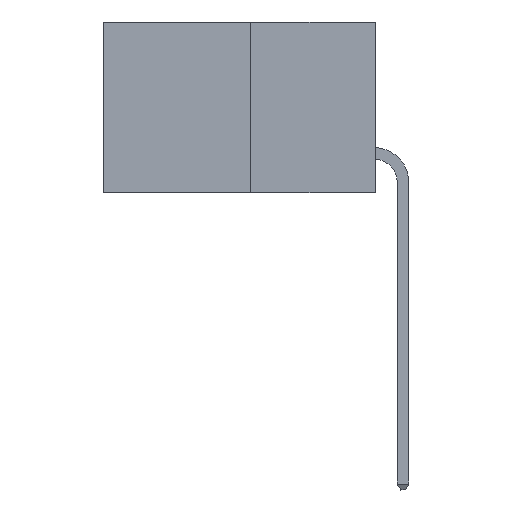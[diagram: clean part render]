
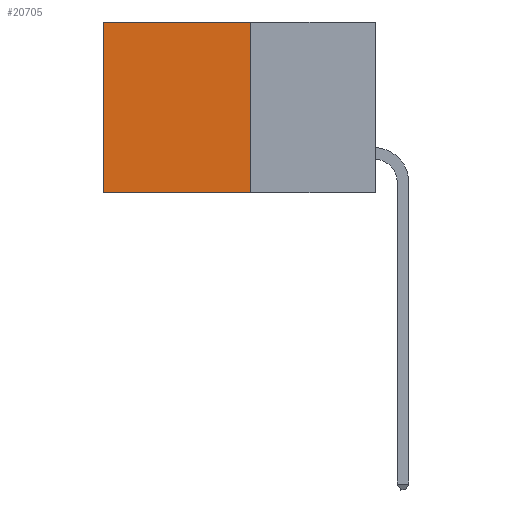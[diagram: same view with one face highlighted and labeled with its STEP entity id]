
A CAD part, left-side view. The second image highlights one B-rep face of the part: STEP entity #20705.
In plain terms, the highlighted planar face has unit normal (-1, 0, 0).
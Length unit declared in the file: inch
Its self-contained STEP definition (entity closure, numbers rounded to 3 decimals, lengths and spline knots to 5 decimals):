
#1867 = CARTESIAN_POINT ( 'NONE',  ( 0.277, 0.27, 0. ) ) ;
#2283 = LINE ( 'NONE', #20790, #31758 ) ;
#3553 = DIRECTION ( 'NONE',  ( 0., 1., 0. ) ) ;
#3865 = VERTEX_POINT ( 'NONE', #16152 ) ;
#6084 = VECTOR ( 'NONE', #12867, 39.37008 ) ;
#6174 = EDGE_CURVE ( 'NONE', #23039, #12197, #2283, .T. ) ;
#6564 = DIRECTION ( 'NONE',  ( 0., 0., -1. ) ) ;
#8415 = LINE ( 'NONE', #32026, #28278 ) ;
#8866 = LINE ( 'NONE', #1867, #21895 ) ;
#10681 = CARTESIAN_POINT ( 'NONE',  ( 0.277, 0.59, 0. ) ) ;
#12197 = VERTEX_POINT ( 'NONE', #17895 ) ;
#12328 = EDGE_LOOP ( 'NONE', ( #32728, #12633, #16655, #23804 ) ) ;
#12633 = ORIENTED_EDGE ( 'NONE', *, *, #27215, .F. ) ;
#12867 = DIRECTION ( 'NONE',  ( 0., 0., -1. ) ) ;
#14374 = PLANE ( 'NONE',  #30420 ) ;
#16152 = CARTESIAN_POINT ( 'NONE',  ( 0.277, 0.27, 0. ) ) ;
#16627 = VERTEX_POINT ( 'NONE', #22055 ) ;
#16655 = ORIENTED_EDGE ( 'NONE', *, *, #16919, .F. ) ;
#16919 = EDGE_CURVE ( 'NONE', #3865, #16627, #26815, .T. ) ;
#17592 = DIRECTION ( 'NONE',  ( 0., 1., 0. ) ) ;
#17895 = CARTESIAN_POINT ( 'NONE',  ( 0.277, 0.59, -0.37 ) ) ;
#19246 = DIRECTION ( 'NONE',  ( 0., 0., -1. ) ) ;
#20705 = ADVANCED_FACE ( 'NONE', ( #25029 ), #14374, .F. ) ;
#20790 = CARTESIAN_POINT ( 'NONE',  ( 0.277, 0.59, -0.37 ) ) ;
#21895 = VECTOR ( 'NONE', #17592, 39.37008 ) ;
#22055 = CARTESIAN_POINT ( 'NONE',  ( 0.277, 0.27, -0.37 ) ) ;
#22174 = DIRECTION ( 'NONE',  ( 1., 0., 0. ) ) ;
#23039 = VERTEX_POINT ( 'NONE', #10681 ) ;
#23197 = CARTESIAN_POINT ( 'NONE',  ( 0.277, 0.27, -0.37 ) ) ;
#23804 = ORIENTED_EDGE ( 'NONE', *, *, #25418, .T. ) ;
#25029 = FACE_OUTER_BOUND ( 'NONE', #12328, .T. ) ;
#25418 = EDGE_CURVE ( 'NONE', #3865, #23039, #8866, .T. ) ;
#26815 = LINE ( 'NONE', #23197, #6084 ) ;
#27215 = EDGE_CURVE ( 'NONE', #16627, #12197, #8415, .T. ) ;
#28278 = VECTOR ( 'NONE', #3553, 39.37008 ) ;
#30420 = AXIS2_PLACEMENT_3D ( 'NONE', #32313, #22174, #6564 ) ;
#31758 = VECTOR ( 'NONE', #19246, 39.37008 ) ;
#32026 = CARTESIAN_POINT ( 'NONE',  ( 0.277, 0.27, -0.37 ) ) ;
#32313 = CARTESIAN_POINT ( 'NONE',  ( 0.277, 0.27, -0.37 ) ) ;
#32728 = ORIENTED_EDGE ( 'NONE', *, *, #6174, .T. ) ;
